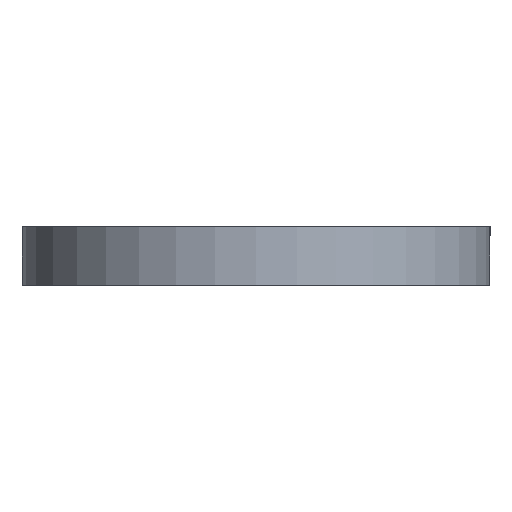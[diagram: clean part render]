
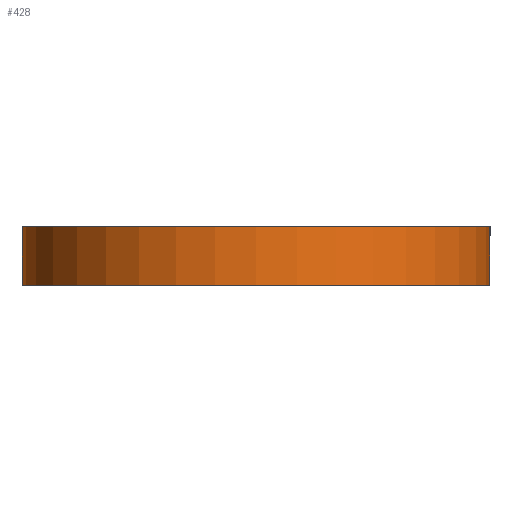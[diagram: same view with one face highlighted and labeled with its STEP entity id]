
A CAD part, left-side view. The second image highlights one B-rep face of the part: STEP entity #428.
In plain terms, the highlighted cylindrical face has radius 20 mm (diameter 40 mm), a partial arc.
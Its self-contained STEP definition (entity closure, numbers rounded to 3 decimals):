
#5 = DIRECTION ( 'NONE',  ( 0., 0., -1. ) ) ;
#30 = CARTESIAN_POINT ( 'NONE',  ( 0., 0., 0. ) ) ;
#32 = CARTESIAN_POINT ( 'NONE',  ( 0., 0., -5. ) ) ;
#37 = DIRECTION ( 'NONE',  ( 0., -1., 0. ) ) ;
#38 = CIRCLE ( 'NONE', #441, 20. ) ;
#52 = CIRCLE ( 'NONE', #486, 20. ) ;
#86 = EDGE_LOOP ( 'NONE', ( #818, #737, #90, #249 ) ) ;
#90 = ORIENTED_EDGE ( 'NONE', *, *, #244, .F. ) ;
#119 = FACE_OUTER_BOUND ( 'NONE', #86, .T. ) ;
#137 = CARTESIAN_POINT ( 'NONE',  ( 0., 20., 0. ) ) ;
#145 = CARTESIAN_POINT ( 'NONE',  ( 0., -20., 0. ) ) ;
#201 = CARTESIAN_POINT ( 'NONE',  ( 0., 0., 0. ) ) ;
#244 = EDGE_CURVE ( 'NONE', #646, #494, #38, .T. ) ;
#249 = ORIENTED_EDGE ( 'NONE', *, *, #305, .T. ) ;
#304 = CARTESIAN_POINT ( 'NONE',  ( 0., 20., 0. ) ) ;
#305 = EDGE_CURVE ( 'NONE', #646, #496, #873, .T. ) ;
#350 = VECTOR ( 'NONE', #5, 1000. ) ;
#371 = DIRECTION ( 'NONE',  ( 0., -1., 0. ) ) ;
#385 = VERTEX_POINT ( 'NONE', #803 ) ;
#398 = DIRECTION ( 'NONE',  ( 0., 0., -1. ) ) ;
#428 = ADVANCED_FACE ( 'NONE', ( #119 ), #682, .T. ) ;
#441 = AXIS2_PLACEMENT_3D ( 'NONE', #30, #866, #371 ) ;
#467 = CARTESIAN_POINT ( 'NONE',  ( 0., 20., -5. ) ) ;
#486 = AXIS2_PLACEMENT_3D ( 'NONE', #32, #718, #37 ) ;
#494 = VERTEX_POINT ( 'NONE', #675 ) ;
#496 = VERTEX_POINT ( 'NONE', #467 ) ;
#542 = EDGE_CURVE ( 'NONE', #494, #385, #842, .T. ) ;
#614 = DIRECTION ( 'NONE',  ( 0., 1., 0. ) ) ;
#646 = VERTEX_POINT ( 'NONE', #137 ) ;
#663 = DIRECTION ( 'NONE',  ( 0., 0., -1. ) ) ;
#675 = CARTESIAN_POINT ( 'NONE',  ( 0., -20., 0. ) ) ;
#682 = CYLINDRICAL_SURFACE ( 'NONE', #850, 20. ) ;
#718 = DIRECTION ( 'NONE',  ( 0., 0., 1. ) ) ;
#737 = ORIENTED_EDGE ( 'NONE', *, *, #542, .F. ) ;
#755 = EDGE_CURVE ( 'NONE', #496, #385, #52, .T. ) ;
#803 = CARTESIAN_POINT ( 'NONE',  ( 0., -20., -5. ) ) ;
#818 = ORIENTED_EDGE ( 'NONE', *, *, #755, .T. ) ;
#842 = LINE ( 'NONE', #145, #350 ) ;
#850 = AXIS2_PLACEMENT_3D ( 'NONE', #201, #398, #614 ) ;
#864 = VECTOR ( 'NONE', #663, 1000. ) ;
#866 = DIRECTION ( 'NONE',  ( 0., 0., 1. ) ) ;
#873 = LINE ( 'NONE', #304, #864 ) ;
